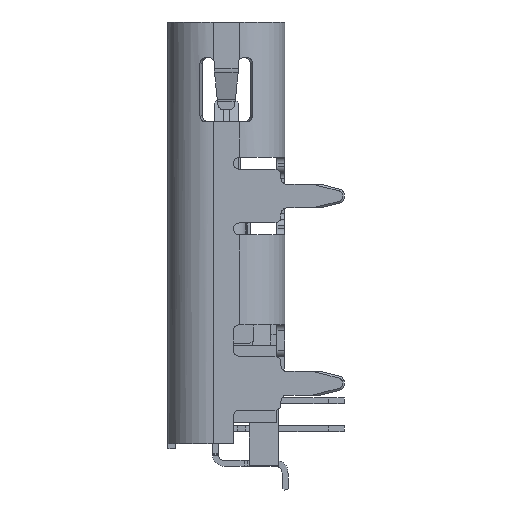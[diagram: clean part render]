
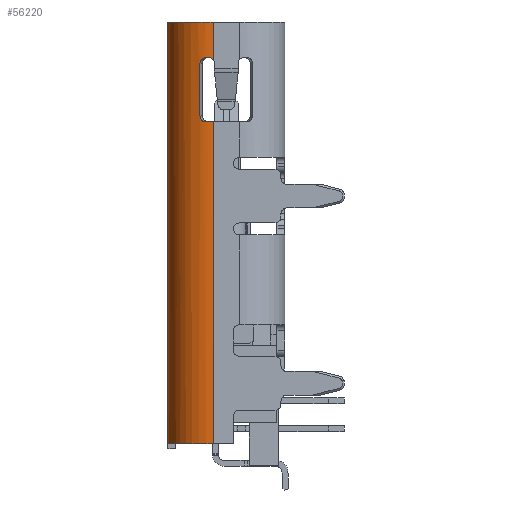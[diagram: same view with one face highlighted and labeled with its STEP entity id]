
A CAD part, left-side view. The second image highlights one B-rep face of the part: STEP entity #56220.
In plain terms, the highlighted cylindrical face has radius 1.15 mm (diameter 2.3 mm), a partial arc.
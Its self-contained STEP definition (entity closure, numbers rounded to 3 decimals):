
#1032 = AXIS2_PLACEMENT_3D ( 'NONE', #26274, #82059, #61496 ) ;
#3336 = B_SPLINE_CURVE_WITH_KNOTS ( 'NONE', 3,
 ( #83609, #90431, #84202, #63058 ),
 .UNSPECIFIED., .F., .F.,
 ( 4, 4 ),
 ( 0., 1. ),
 .UNSPECIFIED. ) ;
#3544 = CARTESIAN_POINT ( 'NONE',  ( -4.37, 0.33, 0. ) ) ;
#4684 = CARTESIAN_POINT ( 'NONE',  ( -4.32, 0.666, -1.01 ) ) ;
#4985 = CARTESIAN_POINT ( 'NONE',  ( -4.32, 0.666, -1.05 ) ) ;
#5217 = CARTESIAN_POINT ( 'NONE',  ( -4.364, 0.45, -0.9 ) ) ;
#6208 = VECTOR ( 'NONE', #61554, 1000. ) ;
#6400 = CIRCLE ( 'NONE', #1032, 1.15 ) ;
#6547 = ORIENTED_EDGE ( 'NONE', *, *, #38383, .T. ) ;
#7236 = EDGE_CURVE ( 'NONE', #31525, #47122, #10117, .T. ) ;
#7682 = EDGE_CURVE ( 'NONE', #47122, #28729, #10480, .T. ) ;
#8272 = EDGE_CURVE ( 'NONE', #60667, #78784, #3336, .T. ) ;
#9781 = DIRECTION ( 'NONE',  ( 0., 0., 1. ) ) ;
#10015 = CARTESIAN_POINT ( 'NONE',  ( -4.32, 0.666, 0.454 ) ) ;
#10117 = CIRCLE ( 'NONE', #27816, 1.15 ) ;
#10480 = B_SPLINE_CURVE_WITH_KNOTS ( 'NONE', 3,
 ( #18728, #90029, #54589, #48974 ),
 .UNSPECIFIED., .F., .F.,
 ( 4, 4 ),
 ( 0., 1. ),
 .UNSPECIFIED. ) ;
#10559 = AXIS2_PLACEMENT_3D ( 'NONE', #47742, #36365, #49770 ) ;
#10863 = B_SPLINE_CURVE_WITH_KNOTS ( 'NONE', 3,
 ( #16662, #45438, #60318, #66268, #31379, #80585 ),
 .UNSPECIFIED., .F., .F.,
 ( 4, 2, 4 ),
 ( 0., 0.5, 1. ),
 .UNSPECIFIED. ) ;
#10943 = AXIS2_PLACEMENT_3D ( 'NONE', #67459, #77938, #61369 ) ;
#11991 = CARTESIAN_POINT ( 'NONE',  ( -4.37, 0.33, -12.2 ) ) ;
#14083 = CARTESIAN_POINT ( 'NONE',  ( -3.22, 1.48, 0. ) ) ;
#14478 = CARTESIAN_POINT ( 'NONE',  ( -4.32, 0.666, -1.05 ) ) ;
#16662 = CARTESIAN_POINT ( 'NONE',  ( -4.354, 0.52, -2.52 ) ) ;
#17372 = ORIENTED_EDGE ( 'NONE', *, *, #37896, .T. ) ;
#18728 = CARTESIAN_POINT ( 'NONE',  ( -3.344, 1.473, -10.66 ) ) ;
#19788 = EDGE_CURVE ( 'NONE', #70087, #58779, #60895, .T. ) ;
#19841 = EDGE_CURVE ( 'NONE', #70523, #39678, #21864, .T. ) ;
#21864 = CIRCLE ( 'NONE', #86701, 1.15 ) ;
#22786 = CARTESIAN_POINT ( 'NONE',  ( -4.37, 0.33, -2.52 ) ) ;
#24690 = ORIENTED_EDGE ( 'NONE', *, *, #7236, .F. ) ;
#26274 = CARTESIAN_POINT ( 'NONE',  ( -3.22, 0.33, -0.9 ) ) ;
#26683 = CARTESIAN_POINT ( 'NONE',  ( -4.354, 0.52, -0.9 ) ) ;
#27816 = AXIS2_PLACEMENT_3D ( 'NONE', #90397, #43158, #47829 ) ;
#28729 = VERTEX_POINT ( 'NONE', #29558 ) ;
#29558 = CARTESIAN_POINT ( 'NONE',  ( -3.22, 1.48, -10.617 ) ) ;
#31379 = CARTESIAN_POINT ( 'NONE',  ( -4.32, 0.666, -2.412 ) ) ;
#31525 = VERTEX_POINT ( 'NONE', #82745 ) ;
#35302 = CYLINDRICAL_SURFACE ( 'NONE', #10559, 1.15 ) ;
#36365 = DIRECTION ( 'NONE',  ( 0., 0., 1. ) ) ;
#37896 = EDGE_CURVE ( 'NONE', #78784, #80850, #45697, .T. ) ;
#38383 = EDGE_CURVE ( 'NONE', #79287, #60667, #6400, .T. ) ;
#39663 = B_SPLINE_CURVE_WITH_KNOTS ( 'NONE', 3,
 ( #4985, #4684, #62025, #48068, #40003, #76696 ),
 .UNSPECIFIED., .F., .F.,
 ( 4, 2, 4 ),
 ( 0., 0.5, 1. ),
 .UNSPECIFIED. ) ;
#39678 = VERTEX_POINT ( 'NONE', #22786 ) ;
#40003 = CARTESIAN_POINT ( 'NONE',  ( -4.348, 0.559, -0.9 ) ) ;
#40354 = DIRECTION ( 'NONE',  ( -1., 0., 0. ) ) ;
#43158 = DIRECTION ( 'NONE',  ( 0., 0., -1. ) ) ;
#43385 = ORIENTED_EDGE ( 'NONE', *, *, #73845, .T. ) ;
#44135 = ORIENTED_EDGE ( 'NONE', *, *, #71830, .T. ) ;
#45438 = CARTESIAN_POINT ( 'NONE',  ( -4.348, 0.559, -2.52 ) ) ;
#45456 = ORIENTED_EDGE ( 'NONE', *, *, #8272, .T. ) ;
#45697 = LINE ( 'NONE', #11991, #88905 ) ;
#47011 = ORIENTED_EDGE ( 'NONE', *, *, #60585, .F. ) ;
#47122 = VERTEX_POINT ( 'NONE', #67948 ) ;
#47742 = CARTESIAN_POINT ( 'NONE',  ( -3.22, 0.33, -12.2 ) ) ;
#47829 = DIRECTION ( 'NONE',  ( 0., -1., 0. ) ) ;
#48068 = CARTESIAN_POINT ( 'NONE',  ( -4.339, 0.597, -0.916 ) ) ;
#48243 = DIRECTION ( 'NONE',  ( 0., 0., 1. ) ) ;
#48974 = CARTESIAN_POINT ( 'NONE',  ( -3.22, 1.48, -10.617 ) ) ;
#49770 = DIRECTION ( 'NONE',  ( 1., 0., 0. ) ) ;
#50136 = CARTESIAN_POINT ( 'NONE',  ( -4.37, 0.33, -0.96 ) ) ;
#50718 = DIRECTION ( 'NONE',  ( 0., 0., 1. ) ) ;
#53510 = EDGE_CURVE ( 'NONE', #28729, #53686, #60089, .T. ) ;
#53686 = VERTEX_POINT ( 'NONE', #14083 ) ;
#54589 = CARTESIAN_POINT ( 'NONE',  ( -3.258, 1.48, -10.647 ) ) ;
#56152 = LINE ( 'NONE', #57595, #86189 ) ;
#56220 = ADVANCED_FACE ( 'NONE', ( #70948 ), #35302, .T. ) ;
#57595 = CARTESIAN_POINT ( 'NONE',  ( -4.37, 0.33, -12.2 ) ) ;
#58779 = VERTEX_POINT ( 'NONE', #71597 ) ;
#60089 = LINE ( 'NONE', #74307, #64544 ) ;
#60318 = CARTESIAN_POINT ( 'NONE',  ( -4.339, 0.595, -2.505 ) ) ;
#60585 = EDGE_CURVE ( 'NONE', #53686, #80850, #88520, .T. ) ;
#60667 = VERTEX_POINT ( 'NONE', #5217 ) ;
#60869 = EDGE_CURVE ( 'NONE', #31525, #39678, #56152, .T. ) ;
#60895 = LINE ( 'NONE', #10015, #6208 ) ;
#61369 = DIRECTION ( 'NONE',  ( 1., 0., 0. ) ) ;
#61496 = DIRECTION ( 'NONE',  ( 0., -1., 0. ) ) ;
#61554 = DIRECTION ( 'NONE',  ( 0., 0., -1. ) ) ;
#61759 = DIRECTION ( 'NONE',  ( 0., 0., 1. ) ) ;
#62025 = CARTESIAN_POINT ( 'NONE',  ( -4.325, 0.651, -0.972 ) ) ;
#62373 = CARTESIAN_POINT ( 'NONE',  ( -3.22, 0.33, -2.52 ) ) ;
#63058 = CARTESIAN_POINT ( 'NONE',  ( -4.37, 0.33, -0.96 ) ) ;
#64544 = VECTOR ( 'NONE', #9781, 1000. ) ;
#66268 = CARTESIAN_POINT ( 'NONE',  ( -4.324, 0.652, -2.447 ) ) ;
#67459 = CARTESIAN_POINT ( 'NONE',  ( -3.22, 0.33, 0. ) ) ;
#67948 = CARTESIAN_POINT ( 'NONE',  ( -3.344, 1.473, -10.66 ) ) ;
#69713 = ORIENTED_EDGE ( 'NONE', *, *, #19788, .F. ) ;
#70087 = VERTEX_POINT ( 'NONE', #14478 ) ;
#70523 = VERTEX_POINT ( 'NONE', #84801 ) ;
#70948 = FACE_OUTER_BOUND ( 'NONE', #80142, .T. ) ;
#71597 = CARTESIAN_POINT ( 'NONE',  ( -4.32, 0.666, -2.37 ) ) ;
#71830 = EDGE_CURVE ( 'NONE', #70087, #79287, #39663, .T. ) ;
#73845 = EDGE_CURVE ( 'NONE', #70523, #58779, #10863, .T. ) ;
#73932 = ORIENTED_EDGE ( 'NONE', *, *, #7682, .F. ) ;
#74307 = CARTESIAN_POINT ( 'NONE',  ( -3.22, 1.48, -12.2 ) ) ;
#76696 = CARTESIAN_POINT ( 'NONE',  ( -4.354, 0.52, -0.9 ) ) ;
#77938 = DIRECTION ( 'NONE',  ( 0., 0., 1. ) ) ;
#78784 = VERTEX_POINT ( 'NONE', #50136 ) ;
#79287 = VERTEX_POINT ( 'NONE', #26683 ) ;
#79807 = ORIENTED_EDGE ( 'NONE', *, *, #60869, .T. ) ;
#80142 = EDGE_LOOP ( 'NONE', ( #24690, #79807, #82476, #43385, #69713, #44135, #6547, #45456, #17372, #47011, #85604, #73932 ) ) ;
#80585 = CARTESIAN_POINT ( 'NONE',  ( -4.32, 0.666, -2.37 ) ) ;
#80850 = VERTEX_POINT ( 'NONE', #3544 ) ;
#82059 = DIRECTION ( 'NONE',  ( 0., 0., 1. ) ) ;
#82476 = ORIENTED_EDGE ( 'NONE', *, *, #19841, .F. ) ;
#82745 = CARTESIAN_POINT ( 'NONE',  ( -4.37, 0.33, -10.66 ) ) ;
#83609 = CARTESIAN_POINT ( 'NONE',  ( -4.364, 0.45, -0.9 ) ) ;
#84202 = CARTESIAN_POINT ( 'NONE',  ( -4.37, 0.358, -0.922 ) ) ;
#84801 = CARTESIAN_POINT ( 'NONE',  ( -4.354, 0.52, -2.52 ) ) ;
#85604 = ORIENTED_EDGE ( 'NONE', *, *, #53510, .F. ) ;
#86189 = VECTOR ( 'NONE', #50718, 1000. ) ;
#86701 = AXIS2_PLACEMENT_3D ( 'NONE', #62373, #61759, #40354 ) ;
#88520 = CIRCLE ( 'NONE', #10943, 1.15 ) ;
#88905 = VECTOR ( 'NONE', #48243, 1000. ) ;
#90029 = CARTESIAN_POINT ( 'NONE',  ( -3.303, 1.478, -10.66 ) ) ;
#90397 = CARTESIAN_POINT ( 'NONE',  ( -3.22, 0.33, -10.66 ) ) ;
#90431 = CARTESIAN_POINT ( 'NONE',  ( -4.369, 0.403, -0.9 ) ) ;
